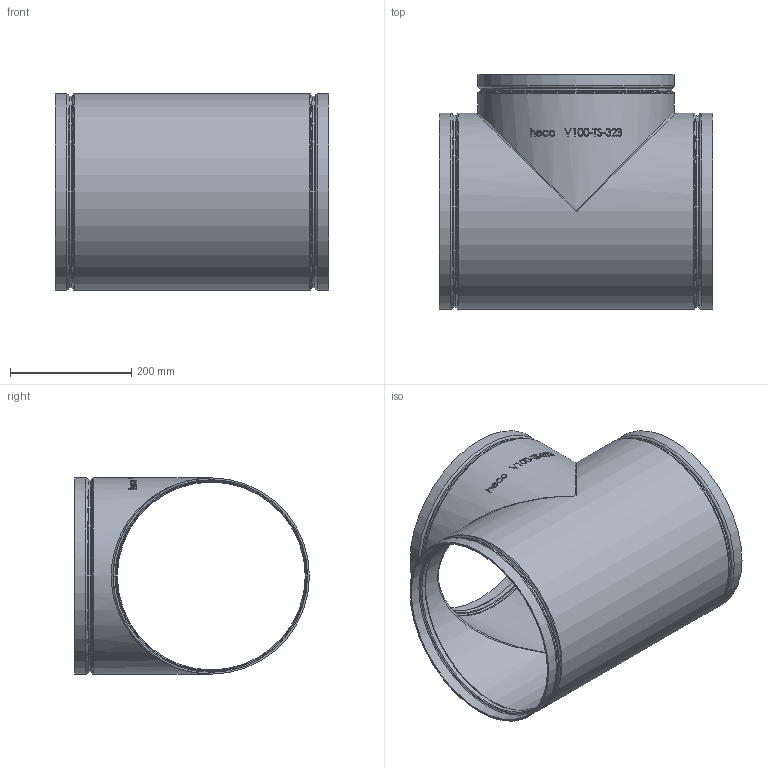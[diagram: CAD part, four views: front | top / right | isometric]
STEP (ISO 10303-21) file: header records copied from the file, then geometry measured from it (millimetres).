
FILE_DESCRIPTION (( 'STEP AP214' ), '1' );
FILE_NAME ('V100-TS-323-x Typ E492 DN300 1200 Ø323,0 1812.STEP', '2018-12-14T10:20:06', ( '' ), ( '' ), 'SwSTEP 2.0', 'SolidWorks 2016', '' );
FILE_SCHEMA (( 'AUTOMOTIVE_DESIGN' ));
Length unit declared in the file: inch
Products named in the file (1): V100-TS-323-x Typ E492 DN300 1200 Ø323,0 1812
Bounding box: 451.1 x 387.48 x 323.87 mm (x, y, z)
Volume: 1467730.5 mm3; surface area: 982471.6 mm2
Topology: 1 solids, 1 shells, 233 faces, 600 edges, 384 vertices
Faces by surface type: bspline 118, plane 50, cylinder 35, torus 24, cone 6
Full cylindrical faces by diameter (mm): 309.982 x3, 315.976 x3, 317.856 x5, 323.85 x5
Entity records: 38977 total; most frequent: CARTESIAN_POINT 32324, ORIENTED_EDGE 1066, EDGE_CURVE 533, DIRECTION 502, VERTEX_POINT 371, B_SPLINE_CURVE_WITH_KNOTS 362, EDGE_LOOP 306, FACE_OUTER_BOUND 273
